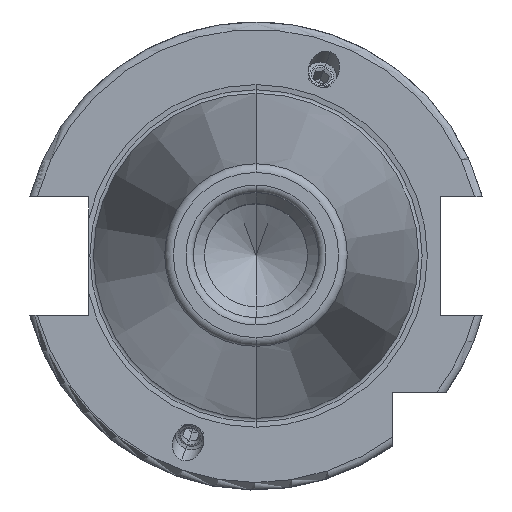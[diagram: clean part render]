
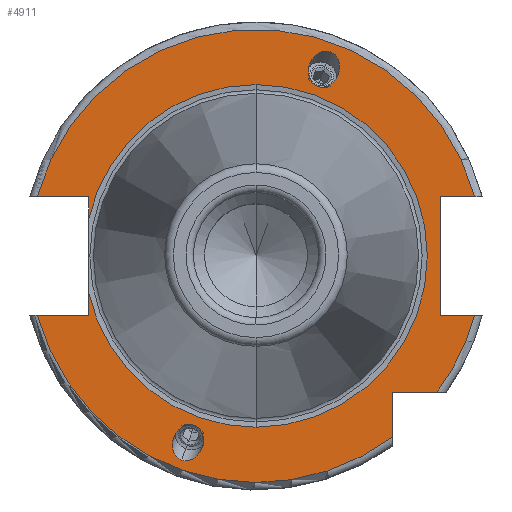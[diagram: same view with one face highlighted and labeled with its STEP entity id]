
A CAD part, top view. The second image highlights one B-rep face of the part: STEP entity #4911.
In plain terms, the highlighted planar face has unit normal (0, 0, 1).
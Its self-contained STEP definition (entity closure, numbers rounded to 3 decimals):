
#301=CARTESIAN_POINT('',(0,0,18.1));
#302=DIRECTION('',(0,0,1));
#303=DIRECTION('',(0,1,0));
#304=AXIS2_PLACEMENT_3D('',#301,#302,#303);
#314=CARTESIAN_POINT('',(0,0,18.1));
#315=DIRECTION('',(0,0,1));
#316=DIRECTION('',(-0.976,-0.22,0));
#317=AXIS2_PLACEMENT_3D('',#314,#315,#316);
#1422=CARTESIAN_POINT('',(0,0,18.1));
#1423=DIRECTION('',(0,0,1));
#1424=DIRECTION('',(0.965,0.262,0));
#1425=AXIS2_PLACEMENT_3D('',#1422,#1423,#1424);
#1473=CARTESIAN_POINT('',(0,0,18.1));
#1474=DIRECTION('',(0,0,1));
#1475=DIRECTION('',(-0.965,-0.262,0));
#1476=AXIS2_PLACEMENT_3D('',#1473,#1474,#1475);
#1489=DIRECTION('',(1,0,0));
#1490=VECTOR('',#1489,7.004);
#1491=CARTESIAN_POINT('',(-29.704,-8.05,18.1));
#1492=LINE('',#1491,#1490);
#1493=DIRECTION('',(0,1,0));
#1494=VECTOR('',#1493,2.939);
#1495=CARTESIAN_POINT('',(-22.7,-8.05,18.1));
#1496=LINE('',#1495,#1494);
#1497=DIRECTION('',(0,1,0));
#1498=VECTOR('',#1497,2.939);
#1499=CARTESIAN_POINT('',(-22.7,5.111,18.1));
#1500=LINE('',#1499,#1498);
#1501=DIRECTION('',(1,0,0));
#1502=VECTOR('',#1501,7.004);
#1503=CARTESIAN_POINT('',(-29.704,8.05,18.1));
#1504=LINE('',#1503,#1502);
#1505=DIRECTION('',(-1,0,0));
#1506=VECTOR('',#1505,4.704);
#1507=CARTESIAN_POINT('',(29.704,8.05,18.1));
#1508=LINE('',#1507,#1506);
#1509=DIRECTION('',(0,-1,0));
#1510=VECTOR('',#1509,16.1);
#1511=CARTESIAN_POINT('',(25,8.05,18.1));
#1512=LINE('',#1511,#1510);
#1513=DIRECTION('',(-1,0,0));
#1514=VECTOR('',#1513,4.704);
#1515=CARTESIAN_POINT('',(29.704,-8.05,18.1));
#1516=LINE('',#1515,#1514);
#1517=CARTESIAN_POINT('',(0,0,18.1));
#1518=DIRECTION('',(0,0,1));
#1519=DIRECTION('',(0.799,-0.601,0));
#1520=AXIS2_PLACEMENT_3D('',#1517,#1518,#1519);
#1522=DIRECTION('',(-1,0,0));
#1523=VECTOR('',#1522,6.094);
#1524=CARTESIAN_POINT('',(24.594,-18.5,18.1));
#1525=LINE('',#1524,#1523);
#1526=DIRECTION('',(0,1,0));
#1527=VECTOR('',#1526,6.094);
#1528=CARTESIAN_POINT('',(18.5,-24.594,18.1));
#1529=LINE('',#1528,#1527);
#1530=CARTESIAN_POINT('',(8.379,23.02,18.1));
#1531=CARTESIAN_POINT('',(8.152,23.103,18.1));
#1532=CARTESIAN_POINT('',(7.698,23.381,18.1));
#1533=CARTESIAN_POINT('',(7.208,24.17,18.1));
#1534=CARTESIAN_POINT('',(7.094,25.,18.1));
#1535=CARTESIAN_POINT('',(7.174,25.641,18.1));
#1536=CARTESIAN_POINT('',(7.298,26.077,18.1));
#1537=CARTESIAN_POINT('',(7.483,26.49,18.1));
#1538=CARTESIAN_POINT('',(7.834,27.033,18.1));
#1539=CARTESIAN_POINT('',(8.455,27.594,18.1));
#1540=CARTESIAN_POINT('',(9.337,27.884,18.1));
#1541=CARTESIAN_POINT('',(9.863,27.806,18.1));
#1542=CARTESIAN_POINT('',(10.09,27.723,18.1));
#1544=CARTESIAN_POINT('',(10.09,27.723,18.1));
#1545=CARTESIAN_POINT('',(10.318,27.641,18.1));
#1546=CARTESIAN_POINT('',(10.771,27.362,18.1));
#1547=CARTESIAN_POINT('',(11.261,26.573,18.1));
#1548=CARTESIAN_POINT('',(11.375,25.744,18.1));
#1549=CARTESIAN_POINT('',(11.295,25.103,18.1));
#1550=CARTESIAN_POINT('',(11.171,24.667,18.1));
#1551=CARTESIAN_POINT('',(10.986,24.253,18.1));
#1552=CARTESIAN_POINT('',(10.635,23.711,18.1));
#1553=CARTESIAN_POINT('',(10.014,23.149,18.1));
#1554=CARTESIAN_POINT('',(9.133,22.859,18.1));
#1555=CARTESIAN_POINT('',(8.606,22.937,18.1));
#1556=CARTESIAN_POINT('',(8.379,23.02,18.1));
#1558=CARTESIAN_POINT('',(-8.379,-23.02,18.1));
#1559=CARTESIAN_POINT('',(-8.606,-22.937,18.1));
#1560=CARTESIAN_POINT('',(-9.133,-22.859,18.1));
#1561=CARTESIAN_POINT('',(-10.014,-23.149,18.1));
#1562=CARTESIAN_POINT('',(-10.635,-23.711,18.1));
#1563=CARTESIAN_POINT('',(-10.986,-24.253,18.1));
#1564=CARTESIAN_POINT('',(-11.171,-24.667,18.1));
#1565=CARTESIAN_POINT('',(-11.295,-25.103,18.1));
#1566=CARTESIAN_POINT('',(-11.375,-25.744,18.1));
#1567=CARTESIAN_POINT('',(-11.261,-26.573,18.1));
#1568=CARTESIAN_POINT('',(-10.771,-27.362,18.1));
#1569=CARTESIAN_POINT('',(-10.318,-27.641,18.1));
#1570=CARTESIAN_POINT('',(-10.09,-27.723,18.1));
#1572=CARTESIAN_POINT('',(-10.09,-27.723,18.1));
#1573=CARTESIAN_POINT('',(-9.863,-27.806,18.1));
#1574=CARTESIAN_POINT('',(-9.337,-27.884,18.1));
#1575=CARTESIAN_POINT('',(-8.455,-27.594,18.1));
#1576=CARTESIAN_POINT('',(-7.834,-27.033,18.1));
#1577=CARTESIAN_POINT('',(-7.483,-26.49,18.1));
#1578=CARTESIAN_POINT('',(-7.298,-26.077,18.1));
#1579=CARTESIAN_POINT('',(-7.174,-25.641,18.1));
#1580=CARTESIAN_POINT('',(-7.094,-25.,18.1));
#1581=CARTESIAN_POINT('',(-7.208,-24.17,18.1));
#1582=CARTESIAN_POINT('',(-7.698,-23.381,18.1));
#1583=CARTESIAN_POINT('',(-8.152,-23.103,18.1));
#1584=CARTESIAN_POINT('',(-8.379,-23.02,18.1));
#1586=CARTESIAN_POINT('',(0,0,18.1));
#1587=DIRECTION('',(0,0,-1));
#1588=DIRECTION('',(0,1,0));
#1589=AXIS2_PLACEMENT_3D('',#1586,#1587,#1588);
#2852=CARTESIAN_POINT('',(-29.704,-8.05,18.1));
#2853=CARTESIAN_POINT('',(-22.7,-8.05,18.1));
#2854=VERTEX_POINT('',#2852);
#2855=VERTEX_POINT('',#2853);
#2856=CARTESIAN_POINT('',(-22.7,-5.111,18.1));
#2857=VERTEX_POINT('',#2856);
#2858=CARTESIAN_POINT('',(-22.7,5.111,18.1));
#2859=CARTESIAN_POINT('',(-22.7,8.05,18.1));
#2860=VERTEX_POINT('',#2858);
#2861=VERTEX_POINT('',#2859);
#2862=CARTESIAN_POINT('',(-29.704,8.05,18.1));
#2863=VERTEX_POINT('',#2862);
#2864=CARTESIAN_POINT('',(25,8.05,18.1));
#2865=CARTESIAN_POINT('',(25,-8.05,18.1));
#2866=VERTEX_POINT('',#2864);
#2867=VERTEX_POINT('',#2865);
#2868=CARTESIAN_POINT('',(29.704,-8.05,18.1));
#2869=VERTEX_POINT('',#2868);
#2870=CARTESIAN_POINT('',(29.704,8.05,18.1));
#2871=VERTEX_POINT('',#2870);
#2872=CARTESIAN_POINT('',(18.5,-24.594,18.1));
#2873=CARTESIAN_POINT('',(18.5,-18.5,18.1));
#2874=VERTEX_POINT('',#2872);
#2875=VERTEX_POINT('',#2873);
#2876=CARTESIAN_POINT('',(24.594,-18.5,18.1));
#2877=VERTEX_POINT('',#2876);
#2924=CARTESIAN_POINT('',(0,23.268,18.1));
#2925=VERTEX_POINT('',#2924);
#2926=CARTESIAN_POINT('',(0,-23.268,18.1));
#2927=VERTEX_POINT('',#2926);
#2968=CARTESIAN_POINT('',(8.379,23.02,18.1));
#2970=VERTEX_POINT('',#2968);
#2976=VERTEX_POINT('',#1542);
#2997=CARTESIAN_POINT('',(-8.379,-23.02,18.1));
#2999=VERTEX_POINT('',#2997);
#3005=CARTESIAN_POINT('',(-10.09,-27.723,18.1));
#3006=VERTEX_POINT('',#3005);
#4873=CARTESIAN_POINT('',(0,0,18.1));
#4874=DIRECTION('',(0,0,-1));
#4875=DIRECTION('',(0,-1,0));
#4876=AXIS2_PLACEMENT_3D('',#4873,#4874,#4875);
#4877=PLANE('',#4876);
#4878=ORIENTED_EDGE('',*,*,#4391,.T.);
#4879=ORIENTED_EDGE('',*,*,#3618,.T.);
#4880=ORIENTED_EDGE('',*,*,#3595,.T.);
#4882=ORIENTED_EDGE('',*,*,#4881,.F.);
#4883=ORIENTED_EDGE('',*,*,#3588,.T.);
#4884=ORIENTED_EDGE('',*,*,#3615,.T.);
#4885=ORIENTED_EDGE('',*,*,#4803,.F.);
#4886=ORIENTED_EDGE('',*,*,#4850,.F.);
#4888=ORIENTED_EDGE('',*,*,#4887,.T.);
#4890=ORIENTED_EDGE('',*,*,#4889,.T.);
#4891=ORIENTED_EDGE('',*,*,#4461,.F.);
#4892=ORIENTED_EDGE('',*,*,#4840,.F.);
#4893=ORIENTED_EDGE('',*,*,#4745,.T.);
#4895=ORIENTED_EDGE('',*,*,#4894,.F.);
#4896=ORIENTED_EDGE('',*,*,#4866,.F.);
#4897=EDGE_LOOP('',(#4878,#4879,#4880,#4882,#4883,#4884,#4885,#4886,#4888,#4890,
#4891,#4892,#4893,#4895,#4896));
#4898=FACE_OUTER_BOUND('',#4897,.F.);
#4900=ORIENTED_EDGE('',*,*,#4899,.F.);
#4902=ORIENTED_EDGE('',*,*,#4901,.F.);
#4903=EDGE_LOOP('',(#4900,#4902));
#4904=FACE_BOUND('',#4903,.F.);
#4906=ORIENTED_EDGE('',*,*,#4905,.T.);
#4908=ORIENTED_EDGE('',*,*,#4907,.T.);
#4909=EDGE_LOOP('',(#4906,#4908));
#4910=FACE_BOUND('',#4909,.F.);
#4911=ADVANCED_FACE('',(#4898,#4904,#4910),#4877,.F.);
#305=CIRCLE('',#304,23.268);
#318=CIRCLE('',#317,23.268);
#1426=CIRCLE('',#1425,30.775);
#1477=CIRCLE('',#1476,30.775);
#1521=CIRCLE('',#1520,30.775);
#1543=B_SPLINE_CURVE_WITH_KNOTS('',3,(#1530,#1531,#1532,#1533,#1534,#1535,#1536,
#1537,#1538,#1539,#1540,#1541,#1542),.UNSPECIFIED.,.F.,.F.,(4,1,1,1,1,1,1,1,1,1,
4),(0,0.125,0.25,0.375,0.438,0.5,0.563,0.625,0.75,0.875,
1.0),.UNSPECIFIED.);
#1557=B_SPLINE_CURVE_WITH_KNOTS('',3,(#1544,#1545,#1546,#1547,#1548,#1549,#1550,
#1551,#1552,#1553,#1554,#1555,#1556),.UNSPECIFIED.,.F.,.F.,(4,1,1,1,1,1,1,1,1,1,
4),(0,0.125,0.25,0.375,0.438,0.5,0.563,0.625,0.75,0.875,
1.0),.UNSPECIFIED.);
#1571=B_SPLINE_CURVE_WITH_KNOTS('',3,(#1558,#1559,#1560,#1561,#1562,#1563,#1564,
#1565,#1566,#1567,#1568,#1569,#1570),.UNSPECIFIED.,.F.,.F.,(4,1,1,1,1,1,1,1,1,1,
4),(0,0.125,0.25,0.375,0.438,0.5,0.563,0.625,0.75,0.875,
1.0),.UNSPECIFIED.);
#1585=B_SPLINE_CURVE_WITH_KNOTS('',3,(#1572,#1573,#1574,#1575,#1576,#1577,#1578,
#1579,#1580,#1581,#1582,#1583,#1584),.UNSPECIFIED.,.F.,.F.,(4,1,1,1,1,1,1,1,1,1,
4),(0,0.125,0.25,0.375,0.438,0.5,0.563,0.625,0.75,0.875,
1.0),.UNSPECIFIED.);
#1590=CIRCLE('',#1589,23.268);
#3588=EDGE_CURVE('',#2925,#2860,#305,.T.);
#3595=EDGE_CURVE('',#2857,#2927,#318,.T.);
#3615=EDGE_CURVE('',#2860,#2861,#1500,.T.);
#3618=EDGE_CURVE('',#2855,#2857,#1496,.T.);
#4391=EDGE_CURVE('',#2854,#2855,#1492,.T.);
#4461=EDGE_CURVE('',#2869,#2867,#1516,.T.);
#4745=EDGE_CURVE('',#2877,#2875,#1525,.T.);
#4803=EDGE_CURVE('',#2863,#2861,#1504,.T.);
#4840=EDGE_CURVE('',#2877,#2869,#1521,.T.);
#4850=EDGE_CURVE('',#2871,#2863,#1426,.T.);
#4866=EDGE_CURVE('',#2854,#2874,#1477,.T.);
#4881=EDGE_CURVE('',#2925,#2927,#1590,.T.);
#4887=EDGE_CURVE('',#2871,#2866,#1508,.T.);
#4889=EDGE_CURVE('',#2866,#2867,#1512,.T.);
#4894=EDGE_CURVE('',#2874,#2875,#1529,.T.);
#4899=EDGE_CURVE('',#2970,#2976,#1543,.T.);
#4901=EDGE_CURVE('',#2976,#2970,#1557,.T.);
#4905=EDGE_CURVE('',#2999,#3006,#1571,.T.);
#4907=EDGE_CURVE('',#3006,#2999,#1585,.T.);
